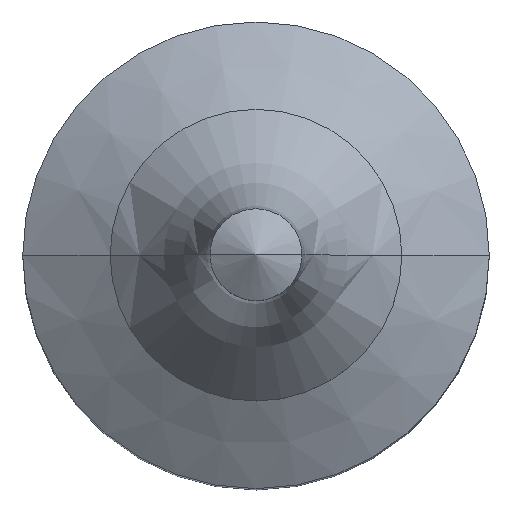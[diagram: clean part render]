
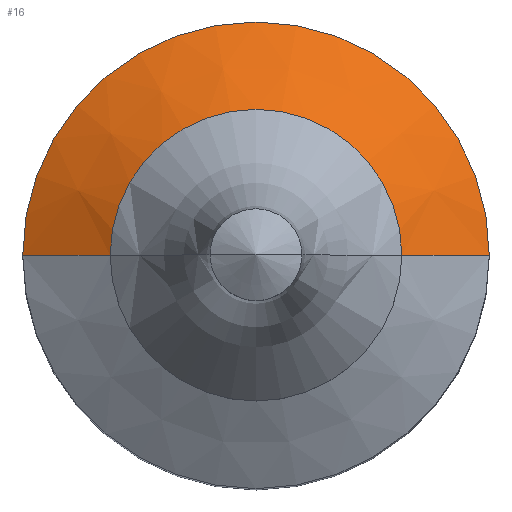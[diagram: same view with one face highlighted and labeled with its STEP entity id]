
A CAD part, top view. The second image highlights one B-rep face of the part: STEP entity #16.
In plain terms, the highlighted conical face has half-angle 60 degrees and reference radius 10 mm.
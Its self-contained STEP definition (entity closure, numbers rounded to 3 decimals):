
#14 = ORIENTED_EDGE ( 'NONE', *, *, #34, .F. ) ;
#15 = ORIENTED_EDGE ( 'NONE', *, *, #96, .T. ) ;
#16 = ADVANCED_FACE ( 'NONE', ( #448 ), #426, .T. ) ;
#18 = EDGE_LOOP ( 'NONE', ( #28, #15, #136, #14 ) ) ;
#19 = VERTEX_POINT ( 'NONE', #425 ) ;
#20 = VERTEX_POINT ( 'NONE', #387 ) ;
#21 = VERTEX_POINT ( 'NONE', #424 ) ;
#25 = VERTEX_POINT ( 'NONE', #400 ) ;
#26 = EDGE_CURVE ( 'NONE', #25, #20, #440, .T. ) ;
#27 = EDGE_CURVE ( 'NONE', #21, #19, #360, .T. ) ;
#28 = ORIENTED_EDGE ( 'NONE', *, *, #26, .T. ) ;
#34 = EDGE_CURVE ( 'NONE', #25, #21, #452, .T. ) ;
#96 = EDGE_CURVE ( 'NONE', #20, #19, #508, .T. ) ;
#136 = ORIENTED_EDGE ( 'NONE', *, *, #27, .F. ) ;
#338 = DIRECTION ( 'NONE',  ( -1., 0., 0. ) ) ;
#343 = CARTESIAN_POINT ( 'NONE',  ( 0., 0., 108.304 ) ) ;
#358 = CARTESIAN_POINT ( 'NONE',  ( 0., 0., 104.84 ) ) ;
#359 = AXIS2_PLACEMENT_3D ( 'NONE', #358, #445, #444 ) ;
#360 = CIRCLE ( 'NONE', #359, 16. ) ;
#387 = CARTESIAN_POINT ( 'NONE',  ( 10., 0., 108.304 ) ) ;
#394 = DIRECTION ( 'NONE',  ( -1., 0., 0. ) ) ;
#395 = DIRECTION ( 'NONE',  ( 0., 0., -1. ) ) ;
#400 = CARTESIAN_POINT ( 'NONE',  ( -10., 0., 108.304 ) ) ;
#418 = AXIS2_PLACEMENT_3D ( 'NONE', #343, #395, #394 ) ;
#423 = CARTESIAN_POINT ( 'NONE',  ( 0., 0., 108.304 ) ) ;
#424 = CARTESIAN_POINT ( 'NONE',  ( -16., 0., 104.84 ) ) ;
#425 = CARTESIAN_POINT ( 'NONE',  ( 16., 0., 104.84 ) ) ;
#426 = CONICAL_SURFACE ( 'NONE', #464, 10., 1.047 ) ;
#440 = CIRCLE ( 'NONE', #418, 10. ) ;
#444 = DIRECTION ( 'NONE',  ( -1., 0., 0. ) ) ;
#445 = DIRECTION ( 'NONE',  ( 0., 0., -1. ) ) ;
#448 = FACE_OUTER_BOUND ( 'NONE', #18, .T. ) ;
#449 = DIRECTION ( 'NONE',  ( -0.866, 0., -0.5 ) ) ;
#450 = VECTOR ( 'NONE', #449, 1000. ) ;
#451 = CARTESIAN_POINT ( 'NONE',  ( -10., 0., 108.304 ) ) ;
#452 = LINE ( 'NONE', #451, #450 ) ;
#464 = AXIS2_PLACEMENT_3D ( 'NONE', #423, #474, #338 ) ;
#474 = DIRECTION ( 'NONE',  ( 0., 0., -1. ) ) ;
#505 = DIRECTION ( 'NONE',  ( 0.866, 0., -0.5 ) ) ;
#506 = VECTOR ( 'NONE', #505, 1000. ) ;
#507 = CARTESIAN_POINT ( 'NONE',  ( 10., 0., 108.304 ) ) ;
#508 = LINE ( 'NONE', #507, #506 ) ;
